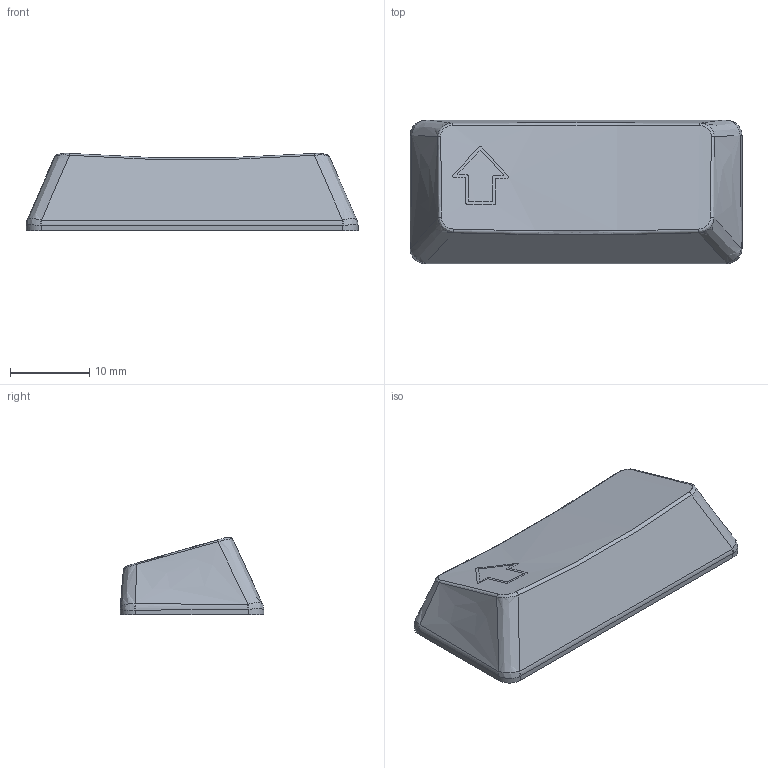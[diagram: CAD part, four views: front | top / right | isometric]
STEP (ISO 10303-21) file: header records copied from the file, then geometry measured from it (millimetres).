
FILE_DESCRIPTION(/* description */ (''),/* implementation_level */ '2;1');
FILE_NAME(/* name */ 'Row_4_2.25u_Shift_icon_only_extra_large.step',/* time_stamp */ '2022-04-09T00:11:29-05:00',/* author */ (''),/* organization */ (''),/* preprocessor_version */ 'ST-DEVELOPER v18.1',/* originating_system */ 'Autodesk Translation Framework v10.13.0.1454',/* authorisation */ '');
FILE_SCHEMA (('AUTOMOTIVE_DESIGN { 1 0 10303 214 3 1 1 }'));
Length unit declared in the file: millimetre
Products named in the file (1): Row_4_2.25u_Shift_icon_only_extra_large
Bounding box: 41.97 x 18.16 x 9.76 mm (x, y, z)
Volume: 1370.4 mm3; surface area: 3391.2 mm2
Topology: 1 solids, 1 shells, 106 faces, 304 edges, 209 vertices
Faces by surface type: plane 52, bspline 41, cylinder 13
Full cylindrical faces by diameter (mm): 5.5 x3
Entity records: 4956 total; most frequent: CARTESIAN_POINT 2460, ORIENTED_EDGE 608, DIRECTION 344, EDGE_CURVE 304, VERTEX_POINT 209, B_SPLINE_CURVE_WITH_KNOTS 143, AXIS2_PLACEMENT_3D 117, EDGE_LOOP 115
